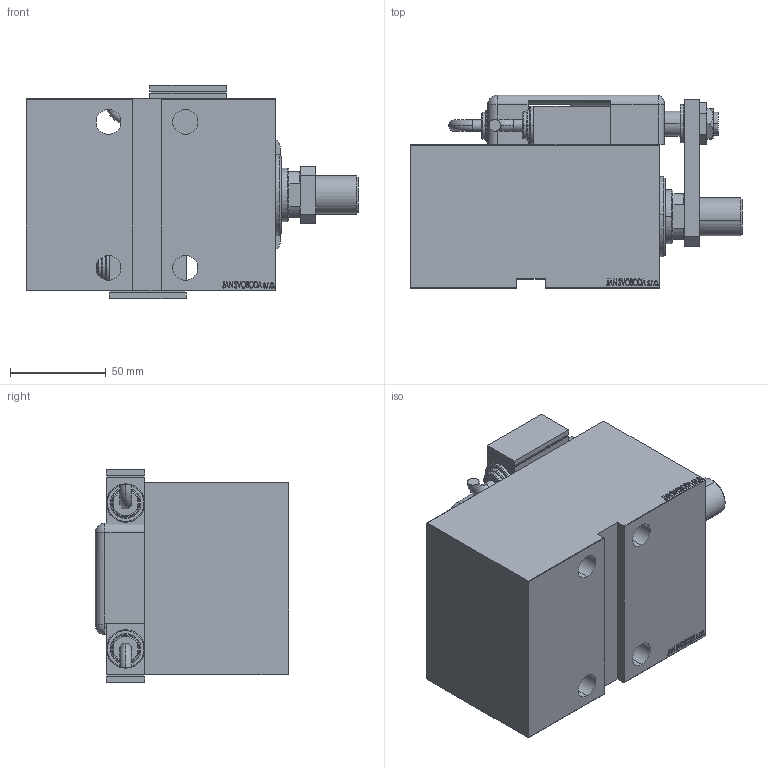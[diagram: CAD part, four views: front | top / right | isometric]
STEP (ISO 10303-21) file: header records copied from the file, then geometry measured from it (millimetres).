
FILE_DESCRIPTION (( 'STEP AP203' ), '1' );
FILE_NAME ('90fb.STEP', '2021-11-02T03:57:56', ( '' ), ( '' ), 'SwSTEP 2.0', 'SolidWorks 2019', '' );
FILE_SCHEMA (( 'CONFIG_CONTROL_DESIGN' ));
Length unit declared in the file: millimetre
Products named in the file (14): V450CM_G faf52050fb39d901029179727461dd5b; NUT_D13 faf52050fb39d901029179727461dd5b; NUT_D19 faf52050fb39d901029179727461dd5b; SWITCH DIM A_G faf52050fb39d901029179727461dd5b; 90fb; SWITCH Q faf52050fb39d901029179727461dd5b; SWITCH_Q_FRONT_BACK faf52050fb39d901029179727461dd5b; ZARAZKA_Q faf52050fb39d901029179727461dd5b; V450CM_G_VCP faf52050fb39d901029179727461dd5b; V450CM_VC_G faf52050fb39d901029179727461dd5b; KRYT faf52050fb39d901029179727461dd5b; MAGNETIC SWITCH Q faf52050fb39d901029179727461dd5b; TYC faf52050fb39d901029179727461dd5b; V450CM_MALE_METRIC faf52050fb39d901029179727461dd5b
Assembly tree (14 placements, depth 3):
  90fb
    V450CM_G faf52050fb39d901029179727461dd5b
    V450CM_G_VCP faf52050fb39d901029179727461dd5b
    V450CM_VC_G faf52050fb39d901029179727461dd5b
    MAGNETIC SWITCH Q faf52050fb39d901029179727461dd5b
      SWITCH_Q_FRONT_BACK faf52050fb39d901029179727461dd5b
      TYC faf52050fb39d901029179727461dd5b
      ZARAZKA_Q faf52050fb39d901029179727461dd5b
      SWITCH DIM A_G faf52050fb39d901029179727461dd5b
      NUT_D19 faf52050fb39d901029179727461dd5b
      NUT_D13 faf52050fb39d901029179727461dd5b
      KRYT faf52050fb39d901029179727461dd5b
      SWITCH Q faf52050fb39d901029179727461dd5b  x2
    V450CM_MALE_METRIC faf52050fb39d901029179727461dd5b
Bounding box: 173 x 100.8 x 111 mm (x, y, z)
Volume: 927075.6 mm3; surface area: 174757.8 mm2
Topology: 14 solids, 14 shells, 1238 faces, 3144 edges, 2075 vertices
Faces by surface type: plane 616, bspline 471, cylinder 99, cone 26, torus 24, sphere 2
Entity records: 58896 total; most frequent: CARTESIAN_POINT 31404, ORIENTED_EDGE 6092, DIRECTION 3824, EDGE_CURVE 3046, VERTEX_POINT 2015, VECTOR 1830, LINE 1830, EDGE_LOOP 1363
